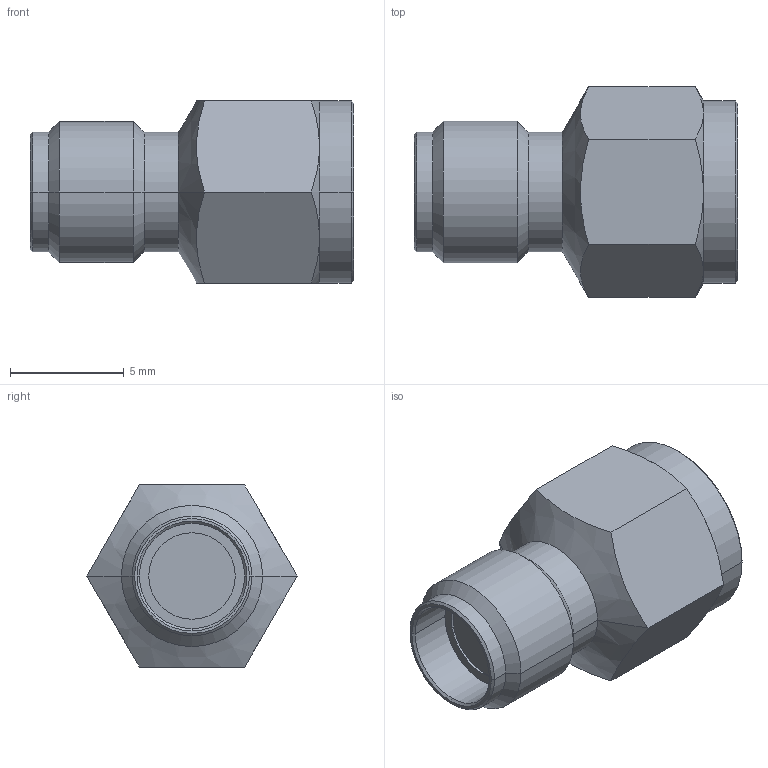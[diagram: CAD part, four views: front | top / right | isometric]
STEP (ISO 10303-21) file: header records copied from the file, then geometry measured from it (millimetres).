
FILE_DESCRIPTION (( 'STEP AP214' ), '1' );
FILE_NAME ('LCTR1146_3D.step', '2023-05-10T14:51:11', ( '' ), ( '' ), 'SwSTEP 2.0', 'SolidWorks 2022', '' );
FILE_SCHEMA (( 'AUTOMOTIVE_DESIGN' ));
Length unit declared in the file: millimetre
Products named in the file (1): LCTR1146_3D
Bounding box: 14.2 x 9.24 x 8 mm (x, y, z)
Volume: 540 mm3; surface area: 449.2 mm2
Topology: 1 solids, 1 shells, 53 faces, 163 edges, 123 vertices
Faces by surface type: cone 22, plane 19, cylinder 12
Entity records: 2405 total; most frequent: CARTESIAN_POINT 848, ORIENTED_EDGE 326, DIRECTION 270, EDGE_CURVE 163, VERTEX_POINT 123, AXIS2_PLACEMENT_3D 96, VECTOR 78, LINE 78
